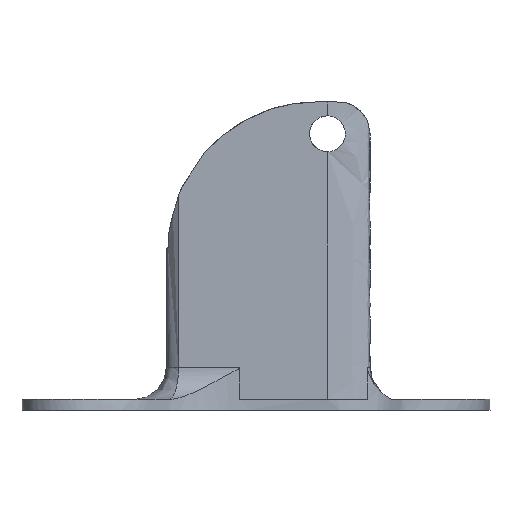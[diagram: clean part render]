
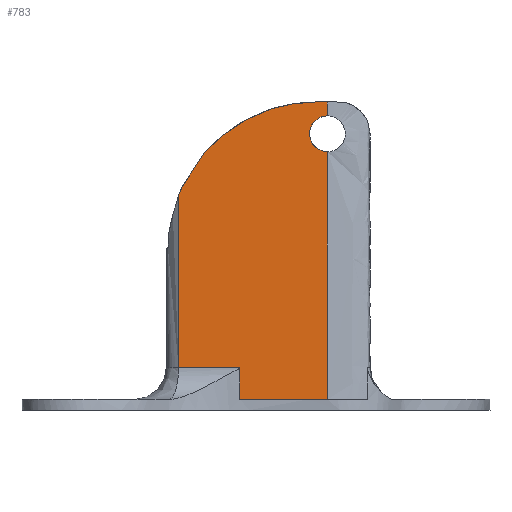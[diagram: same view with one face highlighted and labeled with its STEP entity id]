
A CAD part, front view. The second image highlights one B-rep face of the part: STEP entity #783.
In plain terms, the highlighted planar face has unit normal (0, -1, 0).
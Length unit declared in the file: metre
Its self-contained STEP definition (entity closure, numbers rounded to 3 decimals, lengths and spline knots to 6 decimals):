
#36=B_SPLINE_CURVE_WITH_KNOTS('',3,(#1038,#1039,#1040,#1041,#1042,#1043,
#1044,#1045,#1046,#1047,#1048,#1049,#1050,#1051,#1052,#1053,#1054,#1055,
#1056,#1057,#1058,#1059,#1060),.UNSPECIFIED.,.F.,.F.,(4,1,1,1,1,1,1,1,1,
1,1,1,1,1,1,1,1,1,1,1,4),(0.,0.038715,0.08809,0.163143,
0.208098,0.279131,0.324087,0.369042,
0.413997,0.441197,0.48906,0.54411,
0.59916,0.644116,0.699166,0.754216,
0.809762,0.854076,0.894034,0.947772,
1.),.UNSPECIFIED.);
#101=LINE('',#1034,#141);
#102=LINE('',#1036,#142);
#103=LINE('',#1062,#143);
#104=LINE('',#1064,#144);
#105=LINE('',#1066,#145);
#106=LINE('',#1068,#146);
#107=LINE('',#1070,#147);
#108=LINE('',#1072,#148);
#141=VECTOR('',#897,1.);
#142=VECTOR('',#898,1.);
#143=VECTOR('',#899,1.);
#144=VECTOR('',#900,1.);
#145=VECTOR('',#901,1.);
#146=VECTOR('',#902,1.);
#147=VECTOR('',#903,1.);
#148=VECTOR('',#904,1.);
#181=ORIENTED_EDGE('',*,*,#419,.F.);
#182=ORIENTED_EDGE('',*,*,#420,.F.);
#183=ORIENTED_EDGE('',*,*,#421,.F.);
#184=ORIENTED_EDGE('',*,*,#422,.F.);
#185=ORIENTED_EDGE('',*,*,#423,.T.);
#186=ORIENTED_EDGE('',*,*,#424,.T.);
#187=ORIENTED_EDGE('',*,*,#425,.T.);
#188=ORIENTED_EDGE('',*,*,#426,.T.);
#189=ORIENTED_EDGE('',*,*,#427,.T.);
#190=ORIENTED_EDGE('',*,*,#428,.F.);
#419=EDGE_CURVE('',#538,#539,#616,.T.);
#420=EDGE_CURVE('',#540,#538,#101,.T.);
#421=EDGE_CURVE('',#541,#540,#102,.T.);
#422=EDGE_CURVE('',#542,#541,#36,.T.);
#423=EDGE_CURVE('',#542,#543,#103,.T.);
#424=EDGE_CURVE('',#543,#544,#104,.T.);
#425=EDGE_CURVE('',#544,#545,#105,.T.);
#426=EDGE_CURVE('',#545,#546,#106,.T.);
#427=EDGE_CURVE('',#546,#547,#107,.T.);
#428=EDGE_CURVE('',#539,#547,#108,.T.);
#538=VERTEX_POINT('',#1032);
#539=VERTEX_POINT('',#1033);
#540=VERTEX_POINT('',#1035);
#541=VERTEX_POINT('',#1037);
#542=VERTEX_POINT('',#1061);
#543=VERTEX_POINT('',#1063);
#544=VERTEX_POINT('',#1065);
#545=VERTEX_POINT('',#1067);
#546=VERTEX_POINT('',#1069);
#547=VERTEX_POINT('',#1071);
#616=CIRCLE('',#844,0.001687);
#630=EDGE_LOOP('',(#181,#182,#183,#184,#185,#186,#187,#188,#189,#190));
#695=FACE_BOUND('',#630,.T.);
#760=PLANE('',#843);
#783=ADVANCED_FACE('',(#695),#760,.F.);
#843=AXIS2_PLACEMENT_3D('',#1030,#893,#894);
#844=AXIS2_PLACEMENT_3D('',#1031,#895,#896);
#893=DIRECTION('',(0.,1.,0.));
#894=DIRECTION('',(0.,0.,1.));
#895=DIRECTION('',(0.,-1.,0.));
#896=DIRECTION('',(0.,0.,-1.));
#897=DIRECTION('',(0.,0.,-1.));
#898=DIRECTION('',(1.,0.,0.));
#899=DIRECTION('',(0.,0.,-1.));
#900=DIRECTION('',(1.,0.,0.));
#901=DIRECTION('',(0.,0.,-1.));
#902=DIRECTION('',(1.,0.,0.));
#903=DIRECTION('',(1.,0.,0.));
#904=DIRECTION('',(0.,0.,-1.));
#1030=CARTESIAN_POINT('',(-0.082527,0.066045,0.029));
#1031=CARTESIAN_POINT('',(-0.075525,0.066045,0.026));
#1032=CARTESIAN_POINT('',(-0.075525,0.066045,0.027687));
#1033=CARTESIAN_POINT('',(-0.075525,0.066045,0.024313));
#1034=CARTESIAN_POINT('',(-0.075525,0.066045,0.029));
#1035=CARTESIAN_POINT('',(-0.075525,0.066045,0.029));
#1036=CARTESIAN_POINT('',(-0.082527,0.066045,0.029));
#1037=CARTESIAN_POINT('',(-0.076539,0.066045,0.029));
#1038=CARTESIAN_POINT('',(-0.090529,0.066045,0.015234));
#1039=CARTESIAN_POINT('',(-0.090522,0.066045,0.015502));
#1040=CARTESIAN_POINT('',(-0.090504,0.066045,0.016112));
#1041=CARTESIAN_POINT('',(-0.090403,0.066045,0.017359));
#1042=CARTESIAN_POINT('',(-0.089491,0.066045,0.020427));
#1043=CARTESIAN_POINT('',(-0.089106,0.066045,0.021243));
#1044=CARTESIAN_POINT('',(-0.087578,0.066045,0.023711));
#1045=CARTESIAN_POINT('',(-0.086865,0.066045,0.024454));
#1046=CARTESIAN_POINT('',(-0.0861,0.066045,0.025256));
#1047=CARTESIAN_POINT('',(-0.085222,0.066045,0.025995));
#1048=CARTESIAN_POINT('',(-0.084894,0.066045,0.026213));
#1049=CARTESIAN_POINT('',(-0.083816,0.066045,0.027005));
#1050=CARTESIAN_POINT('',(-0.082457,0.066045,0.027726));
#1051=CARTESIAN_POINT('',(-0.080871,0.066045,0.028334));
#1052=CARTESIAN_POINT('',(-0.079828,0.066045,0.028626));
#1053=CARTESIAN_POINT('',(-0.078154,0.066045,0.02895));
#1054=CARTESIAN_POINT('',(-0.076569,0.066045,0.029009));
#1055=CARTESIAN_POINT('',(-0.074887,0.066045,0.029014));
#1056=CARTESIAN_POINT('',(-0.073781,0.066045,0.028954));
#1057=CARTESIAN_POINT('',(-0.072942,0.066045,0.028637));
#1058=CARTESIAN_POINT('',(-0.071707,0.066045,0.027498));
#1059=CARTESIAN_POINT('',(-0.071585,0.066045,0.026494));
#1060=CARTESIAN_POINT('',(-0.071525,0.066045,0.026));
#1061=CARTESIAN_POINT('',(-0.089529,0.066045,0.020201));
#1062=CARTESIAN_POINT('',(-0.089529,0.066045,0.029));
#1063=CARTESIAN_POINT('',(-0.089529,0.066045,0.004));
#1064=CARTESIAN_POINT('',(-0.082527,0.066045,0.004));
#1065=CARTESIAN_POINT('',(-0.083757,0.066045,0.004));
#1066=CARTESIAN_POINT('',(-0.083757,0.066045,0.004));
#1067=CARTESIAN_POINT('',(-0.083757,0.066045,0.001));
#1068=CARTESIAN_POINT('',(-0.082527,0.066045,0.001));
#1069=CARTESIAN_POINT('',(-0.07981,0.066045,0.001));
#1070=CARTESIAN_POINT('',(-0.082527,0.066045,0.001));
#1071=CARTESIAN_POINT('',(-0.075525,0.066045,0.001));
#1072=CARTESIAN_POINT('',(-0.075525,0.066045,0.029));
